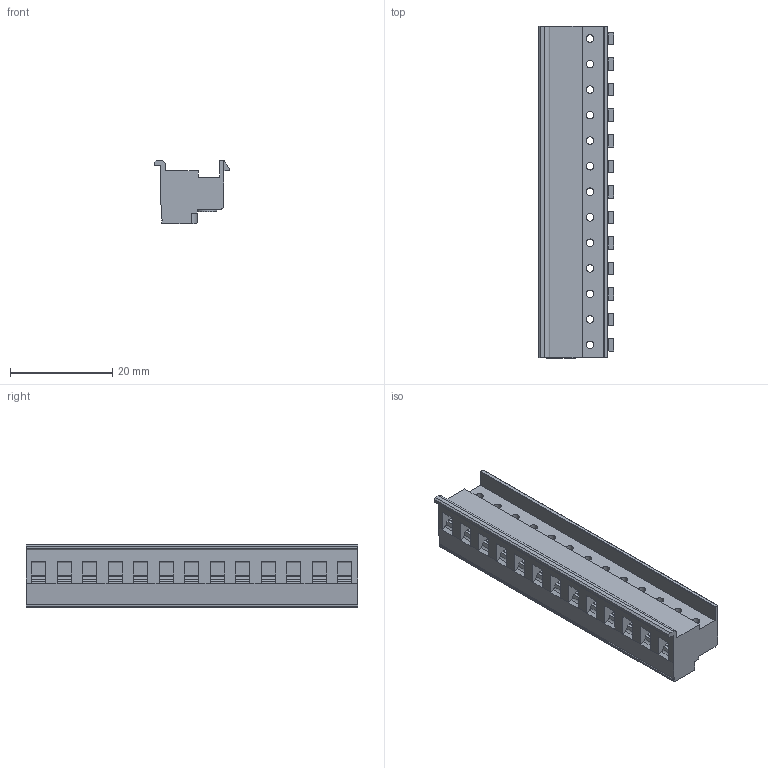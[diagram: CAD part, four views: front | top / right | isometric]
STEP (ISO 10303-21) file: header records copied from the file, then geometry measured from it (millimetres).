
FILE_DESCRIPTION((''),'2;1');
FILE_NAME('TL219-XXP-XC','2024-11-20T15:35:31',('sheji'),(''),'CREO PARAMETRIC BY PTC INC, 2018100','CREO PARAMETRIC BY PTC INC, 2018100','');
FILE_SCHEMA(('CONFIG_CONTROL_DESIGN'));
Length unit declared in the file: millimetre
Products named in the file (1): TL219-XXP-XC
Bounding box: 14.7 x 65 x 12.35 mm (x, y, z)
Volume: 6581.8 mm3; surface area: 5306.7 mm2
Topology: 1 solids, 1 shells, 652 faces, 1911 edges, 1274 vertices
Faces by surface type: plane 476, cylinder 176
Entity records: 21885 total; most frequent: CARTESIAN_POINT 4131, ORIENTED_EDGE 3822, DIRECTION 3580, EDGE_CURVE 1911, VECTOR 1468, LINE 1468, VERTEX_POINT 1274, AXIS2_PLACEMENT_3D 1056
